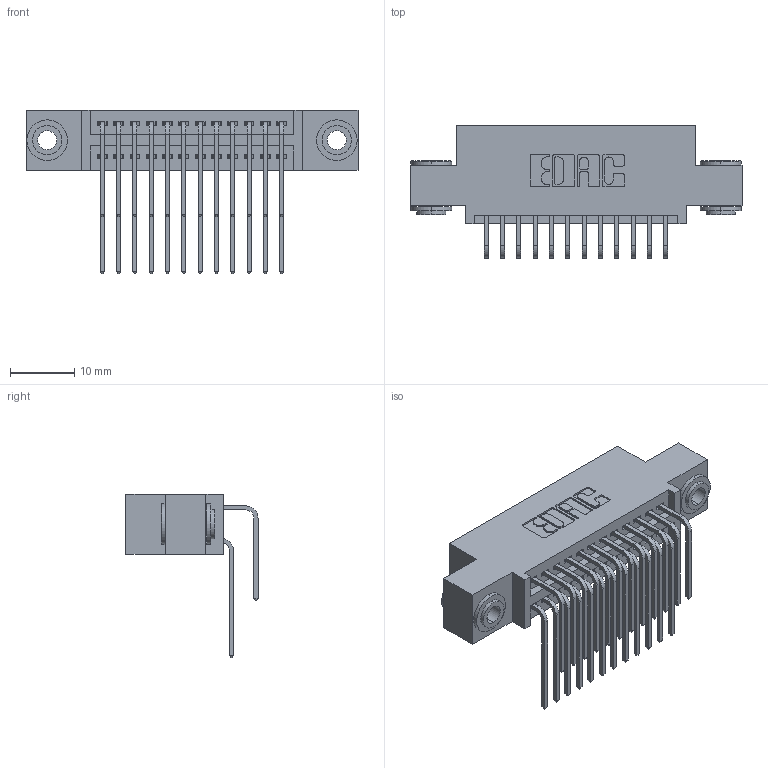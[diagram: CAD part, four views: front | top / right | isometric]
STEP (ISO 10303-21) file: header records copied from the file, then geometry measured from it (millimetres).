
FILE_DESCRIPTION (( 'STEP AP203' ), '1' );
FILE_NAME ('345-024-559-503.STEP', '2019-10-27T18:00:12', ( '' ), ( '' ), 'SwSTEP 2.0', 'SolidWorks 2016', '' );
FILE_SCHEMA (( 'CONFIG_CONTROL_DESIGN' ));
Length unit declared in the file: inch
Products named in the file (5): 345-024-559-503; 345-250-002_345-250-002-102; 345-292-001_559 Tail - 2; 345 Part_0.110 Offset - 0.156 Dia-TH; 345-292-001_558 559 Tail - 1
Assembly tree (27 placements, depth 2):
  345-024-559-503
    345 Part_0.110 Offset - 0.156 Dia-TH
    345-292-001_558 559 Tail - 1  x12
    345-292-001_559 Tail - 2  x12
    345-250-002_345-250-002-102  x2
Bounding box: 51.69 x 20.56 x 25.53 mm (x, y, z)
Volume: 4827.1 mm3; surface area: 7503 mm2
Topology: 27 solids, 27 shells, 1416 faces, 4149 edges, 2730 vertices
Faces by surface type: plane 934, cylinder 474, cone 8
Entity records: 15888 total; most frequent: CARTESIAN_POINT 2714, ORIENTED_EDGE 2590, DIRECTION 2433, EDGE_CURVE 1295, LINE 1051, VECTOR 1051, VERTEX_POINT 858, AXIS2_PLACEMENT_3D 691
